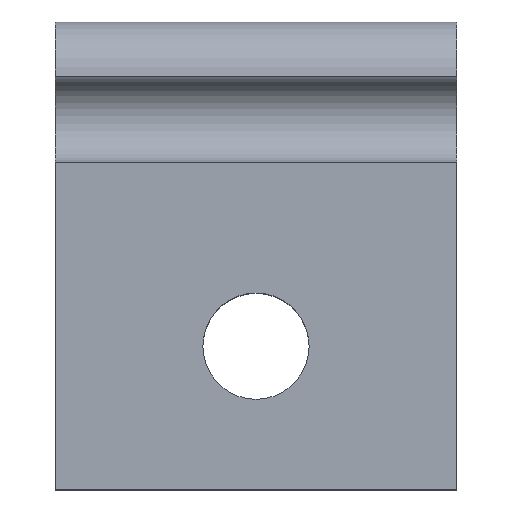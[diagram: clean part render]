
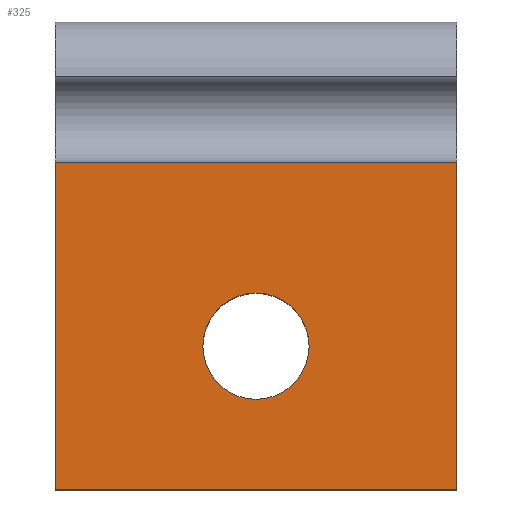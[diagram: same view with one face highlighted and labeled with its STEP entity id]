
A CAD part, top view. The second image highlights one B-rep face of the part: STEP entity #325.
In plain terms, the highlighted planar face has unit normal (0, 0, 1).
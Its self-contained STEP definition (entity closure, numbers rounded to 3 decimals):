
#20=FACE_BOUND('',#56,.T.);
#25=CIRCLE('',#358,1.85);
#37=FACE_OUTER_BOUND('',#55,.T.);
#55=EDGE_LOOP('',(#267,#268,#269,#270));
#56=EDGE_LOOP('',(#271));
#77=LINE('',#493,#114);
#79=LINE('',#497,#116);
#93=LINE('',#536,#130);
#94=LINE('',#538,#131);
#114=VECTOR('',#397,10.);
#116=VECTOR('',#401,10.);
#130=VECTOR('',#433,10.);
#131=VECTOR('',#436,10.);
#150=VERTEX_POINT('',#490);
#151=VERTEX_POINT('',#492);
#152=VERTEX_POINT('',#496);
#160=VERTEX_POINT('',#515);
#168=VERTEX_POINT('',#534);
#182=EDGE_CURVE('',#150,#151,#77,.T.);
#184=EDGE_CURVE('',#152,#151,#79,.T.);
#194=EDGE_CURVE('',#160,#160,#25,.T.);
#205=EDGE_CURVE('',#168,#150,#93,.T.);
#206=EDGE_CURVE('',#168,#152,#94,.T.);
#267=ORIENTED_EDGE('',*,*,#206,.T.);
#268=ORIENTED_EDGE('',*,*,#184,.T.);
#269=ORIENTED_EDGE('',*,*,#182,.F.);
#270=ORIENTED_EDGE('',*,*,#205,.F.);
#271=ORIENTED_EDGE('',*,*,#194,.T.);
#311=PLANE('',#364);
#325=ADVANCED_FACE('',(#37,#20),#311,.F.);
#358=AXIS2_PLACEMENT_3D('',#516,#416,#417);
#364=AXIS2_PLACEMENT_3D('',#539,#437,#438);
#397=DIRECTION('',(1.,0.,0.));
#401=DIRECTION('',(0.,1.,0.));
#416=DIRECTION('center_axis',(0.,0.,-1.));
#417=DIRECTION('ref_axis',(1.,0.,0.));
#433=DIRECTION('',(0.,1.,0.));
#436=DIRECTION('',(1.,0.,0.));
#437=DIRECTION('center_axis',(0.,0.,-1.));
#438=DIRECTION('ref_axis',(1.,0.,0.));
#490=CARTESIAN_POINT('',(203.,-73.484,306.4));
#492=CARTESIAN_POINT('',(217.,-73.484,306.4));
#493=CARTESIAN_POINT('',(411.,-73.484,306.4));
#496=CARTESIAN_POINT('',(217.,-84.9,306.4));
#497=CARTESIAN_POINT('',(217.,-84.9,306.4));
#515=CARTESIAN_POINT('',(208.15,-79.9,306.4));
#516=CARTESIAN_POINT('Origin',(210.,-79.9,306.4));
#534=CARTESIAN_POINT('',(203.,-84.9,306.4));
#536=CARTESIAN_POINT('',(203.,-74.9,306.4));
#538=CARTESIAN_POINT('',(210.,-84.9,306.4));
#539=CARTESIAN_POINT('Origin',(210.,-79.9,306.4));
